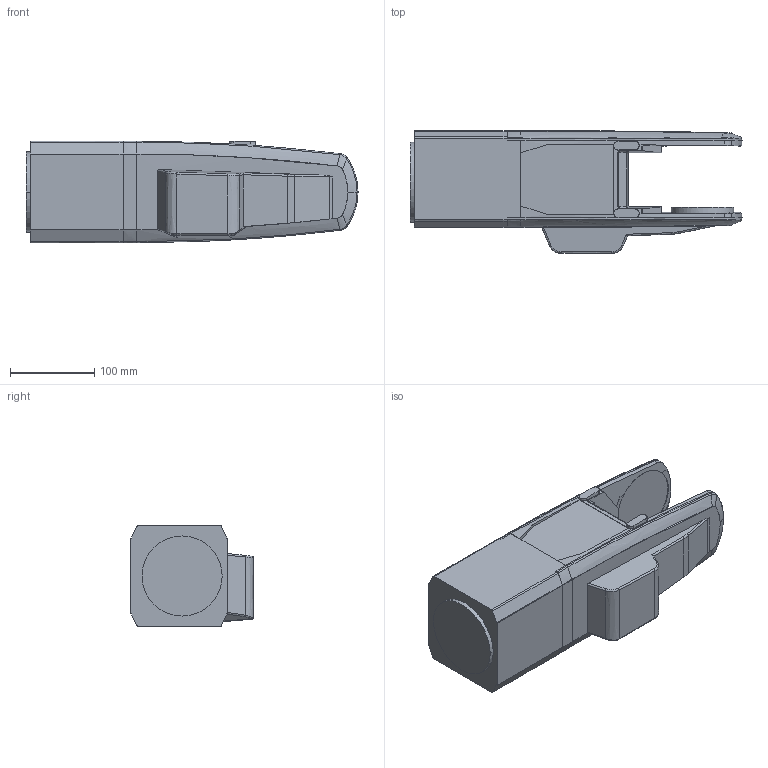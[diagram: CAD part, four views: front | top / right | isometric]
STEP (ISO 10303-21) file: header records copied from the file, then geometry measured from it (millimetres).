
FILE_DESCRIPTION (( 'STEP AP214' ), '1' );
FILE_NAME ('rv-6sdl_Fore-arm.STEP', '2021-06-29T17:04:38', ( '' ), ( '' ), 'SwSTEP 2.0', 'SolidWorks 2018', '' );
FILE_SCHEMA (( 'AUTOMOTIVE_DESIGN' ));
Length unit declared in the file: millimetre
Products named in the file (6): RV-6S_NO2ARM^Fore arm_rv-6sl_arm; Fore arm^rv-6sl_arm; rv-6sdl_Fore-arm; Copy of Fore arm Block^Fore arm_rv-6sl_arm; RV-6S_NO2ARM_COVER_B^Fore arm_rv-6sl_arm; RV-6S_NO2ARM_COVER_A^Fore arm_rv-6sl_arm
Assembly tree (5 placements, depth 3):
  rv-6sdl_Fore-arm
    Fore arm^rv-6sl_arm
      RV-6S_NO2ARM^Fore arm_rv-6sl_arm
      RV-6S_NO2ARM_COVER_A^Fore arm_rv-6sl_arm
      RV-6S_NO2ARM_COVER_B^Fore arm_rv-6sl_arm
      Copy of Fore arm Block^Fore arm_rv-6sl_arm
Bounding box: 393.5 x 145.5 x 120 mm (x, y, z)
Volume: 3834418 mm3; surface area: 365494.8 mm2
Topology: 4 solids, 4 shells, 293 faces, 761 edges, 479 vertices
Faces by surface type: bspline 293
Entity records: 20470 total; most frequent: CARTESIAN_POINT 14634, ORIENTED_EDGE 1522, EDGE_CURVE 761, DIRECTION 590, VERTEX_POINT 479, VECTOR 334, LINE 334, B_SPLINE_CURVE_WITH_KNOTS 308
